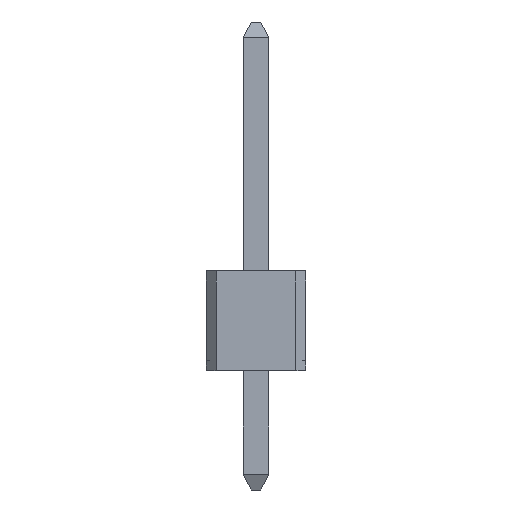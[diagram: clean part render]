
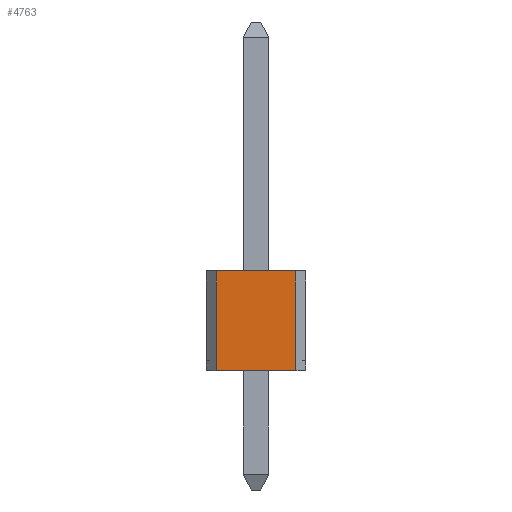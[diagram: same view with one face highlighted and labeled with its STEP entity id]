
A CAD part, left-side view. The second image highlights one B-rep face of the part: STEP entity #4763.
In plain terms, the highlighted planar face has unit normal (-1, 0, 0).
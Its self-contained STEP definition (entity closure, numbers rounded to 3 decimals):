
#52=FACE_OUTER_BOUND('',#336,.T.);
#336=EDGE_LOOP('',(#3103,#3104,#3105,#3106));
#635=LINE('',#6597,#1301);
#696=LINE('',#6727,#1362);
#697=LINE('',#6730,#1363);
#698=LINE('',#6731,#1364);
#1301=VECTOR('',#5352,2.032);
#1362=VECTOR('',#5435,2.54);
#1363=VECTOR('',#5438,2.032);
#1364=VECTOR('',#5439,2.54);
#1966=VERTEX_POINT('',#6594);
#1967=VERTEX_POINT('',#6596);
#2025=VERTEX_POINT('',#6725);
#2026=VERTEX_POINT('',#6729);
#2371=EDGE_CURVE('',#1967,#1966,#635,.T.);
#2432=EDGE_CURVE('',#1966,#2025,#696,.T.);
#2433=EDGE_CURVE('',#2026,#2025,#697,.T.);
#2434=EDGE_CURVE('',#1967,#2026,#698,.T.);
#3103=ORIENTED_EDGE('',*,*,#2371,.T.);
#3104=ORIENTED_EDGE('',*,*,#2432,.T.);
#3105=ORIENTED_EDGE('',*,*,#2433,.F.);
#3106=ORIENTED_EDGE('',*,*,#2434,.F.);
#4374=PLANE('',#5062);
#4763=ADVANCED_FACE('',(#52),#4374,.T.);
#5062=AXIS2_PLACEMENT_3D('',#6728,#5436,#5437);
#5352=DIRECTION('',(0.,0.,1.));
#5435=DIRECTION('',(0.,1.,0.));
#5436=DIRECTION('center_axis',(-1.,0.,0.));
#5437=DIRECTION('ref_axis',(0.,0.,1.));
#5438=DIRECTION('',(0.,0.,1.));
#5439=DIRECTION('',(0.,1.,0.));
#6594=CARTESIAN_POINT('',(-1.27,0.,1.016));
#6596=CARTESIAN_POINT('',(-1.27,0.,-1.016));
#6597=CARTESIAN_POINT('',(-1.27,0.,-1.016));
#6725=CARTESIAN_POINT('',(-1.27,2.54,1.016));
#6727=CARTESIAN_POINT('',(-1.27,0.,1.016));
#6728=CARTESIAN_POINT('Origin',(-1.27,0.,-1.016));
#6729=CARTESIAN_POINT('',(-1.27,2.54,-1.016));
#6730=CARTESIAN_POINT('',(-1.27,2.54,-1.016));
#6731=CARTESIAN_POINT('',(-1.27,0.,-1.016));
